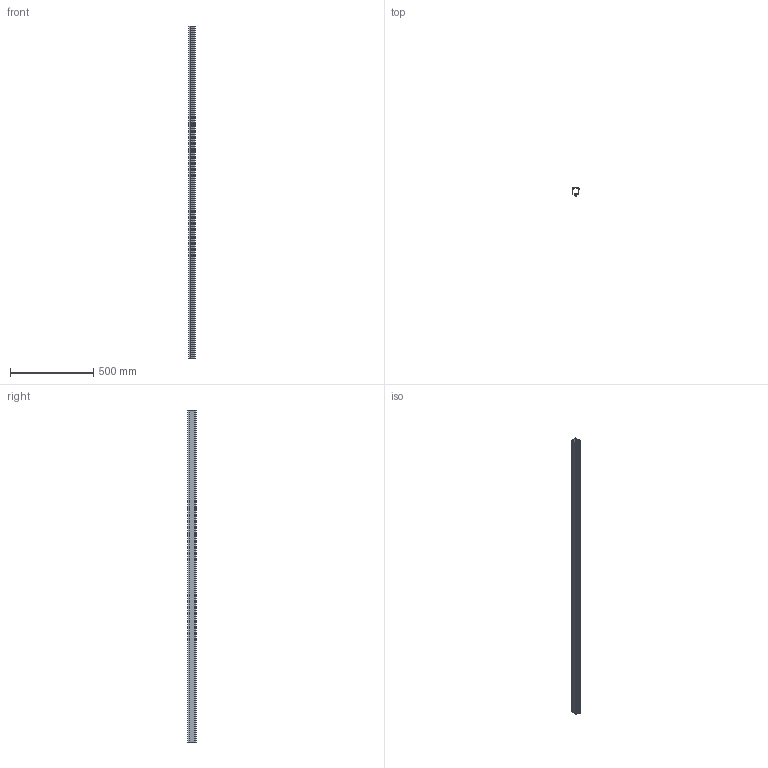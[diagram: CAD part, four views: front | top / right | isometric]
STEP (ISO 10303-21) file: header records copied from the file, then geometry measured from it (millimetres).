
FILE_DESCRIPTION (( 'STEP AP214' ), '1' );
FILE_NAME ('40-6 Snap-In PVC Trough with Cover(40ASC-1411-003-01).STEP', '2021-09-23T15:16:48', ( '' ), ( '' ), 'SwSTEP 2.0', 'SolidWorks 2020', '' );
FILE_SCHEMA (( 'AUTOMOTIVE_DESIGN' ));
Length unit declared in the file: millimetre
Products named in the file (3): 40-6 Snap-In PVC Trough with Cover(40ASC-1411-003-01); 40-6 Snap-In PVC Trough_2m; 40-6 Snap-In PVC Trough Cover_2m
Assembly tree (2 placements, depth 2):
  40-6 Snap-In PVC Trough with Cover(40ASC-1411-003-01)
    40-6 Snap-In PVC Trough_2m
    40-6 Snap-In PVC Trough Cover_2m
Bounding box: 40.68 x 51.85 x 2000 mm (x, y, z)
Volume: 556614.6 mm3; surface area: 836817.4 mm2
Topology: 2 solids, 2 shells, 110 faces, 318 edges, 212 vertices
Faces by surface type: plane 62, cylinder 48
Entity records: 3748 total; most frequent: CARTESIAN_POINT 645, DIRECTION 644, ORIENTED_EDGE 636, EDGE_CURVE 318, VECTOR 222, LINE 222, VERTEX_POINT 212, AXIS2_PLACEMENT_3D 211
